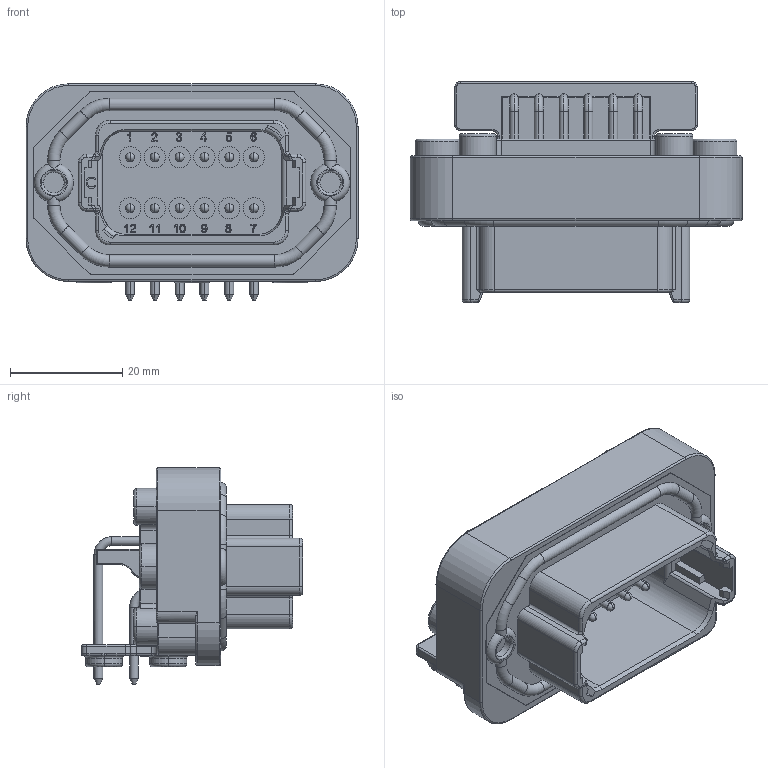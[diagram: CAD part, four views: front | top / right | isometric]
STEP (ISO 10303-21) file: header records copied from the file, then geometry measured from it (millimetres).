
FILE_DESCRIPTION((''),'2;1');
FILE_NAME('PL000637-12C-1','2018-08-07T',('Jony.xie'),(''),'PRO/ENGINEER BY PARAMETRIC TECHNOLOGY CORPORATION, 2013230','PRO/ENGINEER BY PARAMETRIC TECHNOLOGY CORPORATION, 2013230','');
FILE_SCHEMA(('CONFIG_CONTROL_DESIGN'));
Length unit declared in the file: millimetre
Products named in the file (1): PL000637-12C-1
Bounding box: 59.2 x 39.47 x 38.57 mm (x, y, z)
Volume: 27247.1 mm3; surface area: 13761.8 mm2
Topology: 1 solids, 2 shells, 1408 faces, 3707 edges, 2362 vertices
Faces by surface type: plane 437, extrusion 434, cylinder 313, torus 135, sphere 38, cone 30, bspline 21
Entity records: 46294 total; most frequent: CARTESIAN_POINT 13028, ORIENTED_EDGE 7366, DIRECTION 5819, EDGE_CURVE 3683, VERTEX_POINT 2362, VECTOR 2225, AXIS2_PLACEMENT_3D 1797, LINE 1791
